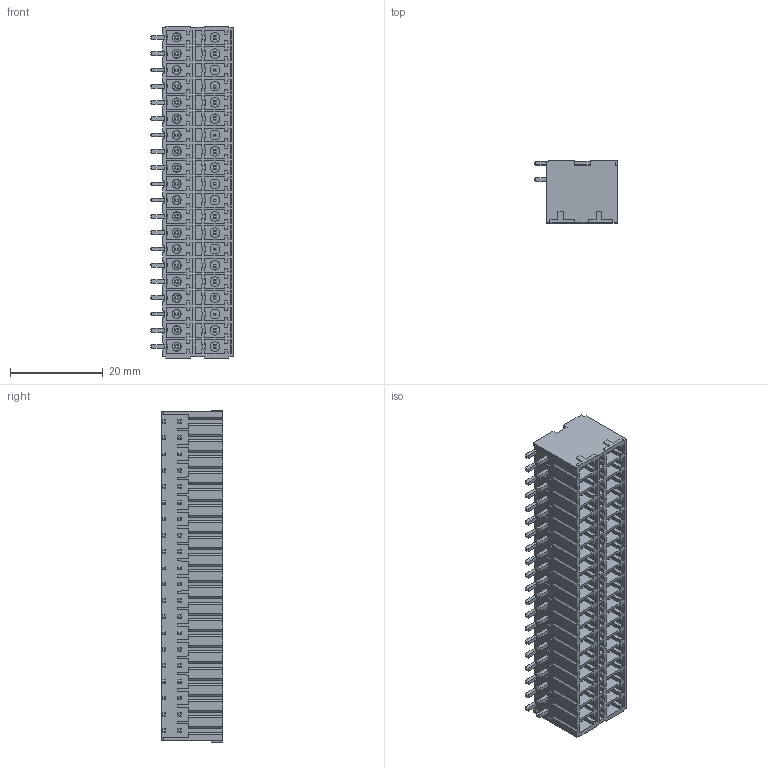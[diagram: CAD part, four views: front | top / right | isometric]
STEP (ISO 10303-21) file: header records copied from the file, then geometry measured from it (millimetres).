
FILE_DESCRIPTION((''),'2;1');
FILE_NAME('TLPHDC-007R-1','2024-09-14T10:37:13',('sheji109'),(''),'CREO PARAMETRIC BY PTC INC, 2018100','CREO PARAMETRIC BY PTC INC, 2018100','');
FILE_SCHEMA(('AUTOMOTIVE_DESIGN { 1 0 10303 214 1 1 1 1 }'));
Products named in the file (1): TLPHDC-007R-1
Bounding box: 17.8 x 13.3 x 71.4 mm (x, y, z)
Volume: 9676.1 mm3; surface area: 12394.6 mm2
Topology: 1 solids, 1 shells, 2182 faces, 5680 edges, 3680 vertices
Faces by surface type: plane 1940, cylinder 162, cone 80
Entity records: 65762 total; most frequent: CARTESIAN_POINT 11948, ORIENTED_EDGE 11360, DIRECTION 10404, EDGE_CURVE 5680, VECTOR 5156, LINE 5156, VERTEX_POINT 3680, AXIS2_PLACEMENT_3D 2624
